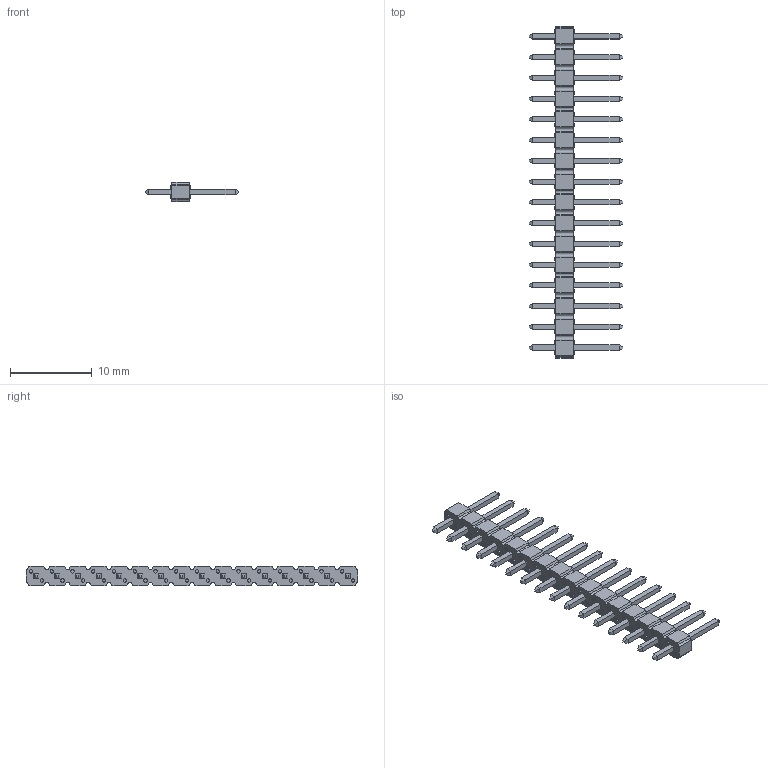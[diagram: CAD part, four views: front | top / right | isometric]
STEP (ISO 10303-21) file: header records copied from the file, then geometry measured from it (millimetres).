
FILE_DESCRIPTION((''),'2;1');
FILE_NAME('MSBR-1','2014-07-08T',('guohe'),('FCI'),'PRO/ENGINEER BY PARAMETRIC TECHNOLOGY CORPORATION, 2013150','PRO/ENGINEER BY PARAMETRIC TECHNOLOGY CORPORATION, 2013150','');
FILE_SCHEMA(('AUTOMOTIVE_DESIGN { 1 0 10303 214 1 1 1 1 }'));
Length unit declared in the file: millimetre
Products named in the file (1): MSBR-1
Bounding box: 11.43 x 40.64 x 2.41 mm (x, y, z)
Volume: 254.8 mm3; surface area: 773.3 mm2
Topology: 1 solids, 1 shells, 614 faces, 1420 edges, 904 vertices
Faces by surface type: plane 452, cylinder 162
Entity records: 17411 total; most frequent: DIRECTION 2972, CARTESIAN_POINT 2940, ORIENTED_EDGE 2840, EDGE_CURVE 1420, VECTOR 1096, LINE 1096, AXIS2_PLACEMENT_3D 938, VERTEX_POINT 904
